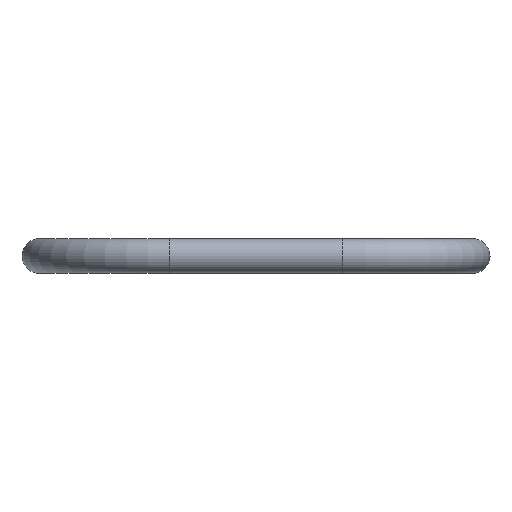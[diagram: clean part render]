
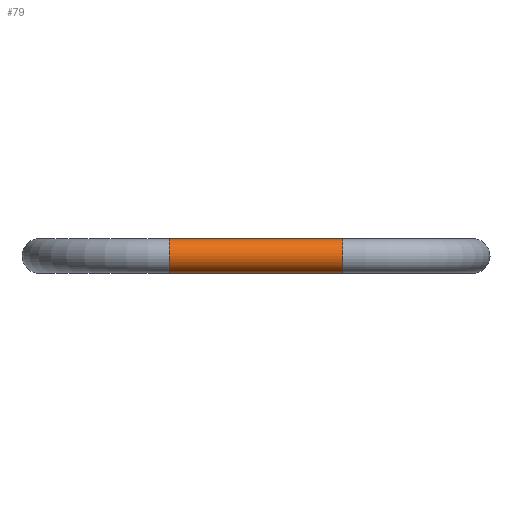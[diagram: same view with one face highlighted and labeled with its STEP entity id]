
A CAD part, left-side view. The second image highlights one B-rep face of the part: STEP entity #79.
In plain terms, the highlighted cylindrical face has radius 4 mm (diameter 8 mm), a full revolution.
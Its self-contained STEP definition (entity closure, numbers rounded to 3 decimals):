
#3 = EDGE_LOOP ( 'NONE', ( #183 ) ) ;
#5 = VERTEX_POINT ( 'NONE', #144 ) ;
#22 = CARTESIAN_POINT ( 'NONE',  ( -150., -70., 0. ) ) ;
#41 = DIRECTION ( 'NONE',  ( 0., -1., 0. ) ) ;
#49 = DIRECTION ( 'NONE',  ( 0., 1., 0. ) ) ;
#63 = AXIS2_PLACEMENT_3D ( 'NONE', #273, #41, #255 ) ;
#70 = DIRECTION ( 'NONE',  ( -1., 0., 0. ) ) ;
#79 = ADVANCED_FACE ( 'NONE', ( #193, #174 ), #105, .T. ) ;
#83 = CIRCLE ( 'NONE', #130, 4. ) ;
#100 = EDGE_CURVE ( 'NONE', #5, #5, #135, .T. ) ;
#105 = CYLINDRICAL_SURFACE ( 'NONE', #63, 4. ) ;
#106 = DIRECTION ( 'NONE',  ( 0., 1., 0. ) ) ;
#118 = VERTEX_POINT ( 'NONE', #186 ) ;
#130 = AXIS2_PLACEMENT_3D ( 'NONE', #238, #49, #133 ) ;
#133 = DIRECTION ( 'NONE',  ( -1., 0., 0. ) ) ;
#135 = CIRCLE ( 'NONE', #202, 4. ) ;
#144 = CARTESIAN_POINT ( 'NONE',  ( -154., -70., 0. ) ) ;
#169 = ORIENTED_EDGE ( 'NONE', *, *, #171, .F. ) ;
#171 = EDGE_CURVE ( 'NONE', #118, #118, #83, .T. ) ;
#174 = FACE_OUTER_BOUND ( 'NONE', #224, .T. ) ;
#183 = ORIENTED_EDGE ( 'NONE', *, *, #100, .T. ) ;
#186 = CARTESIAN_POINT ( 'NONE',  ( -154., -30., 0. ) ) ;
#193 = FACE_OUTER_BOUND ( 'NONE', #3, .T. ) ;
#202 = AXIS2_PLACEMENT_3D ( 'NONE', #22, #106, #70 ) ;
#224 = EDGE_LOOP ( 'NONE', ( #169 ) ) ;
#238 = CARTESIAN_POINT ( 'NONE',  ( -150., -30., 0. ) ) ;
#255 = DIRECTION ( 'NONE',  ( 1., 0., 0. ) ) ;
#273 = CARTESIAN_POINT ( 'NONE',  ( -150., -30., 0. ) ) ;
